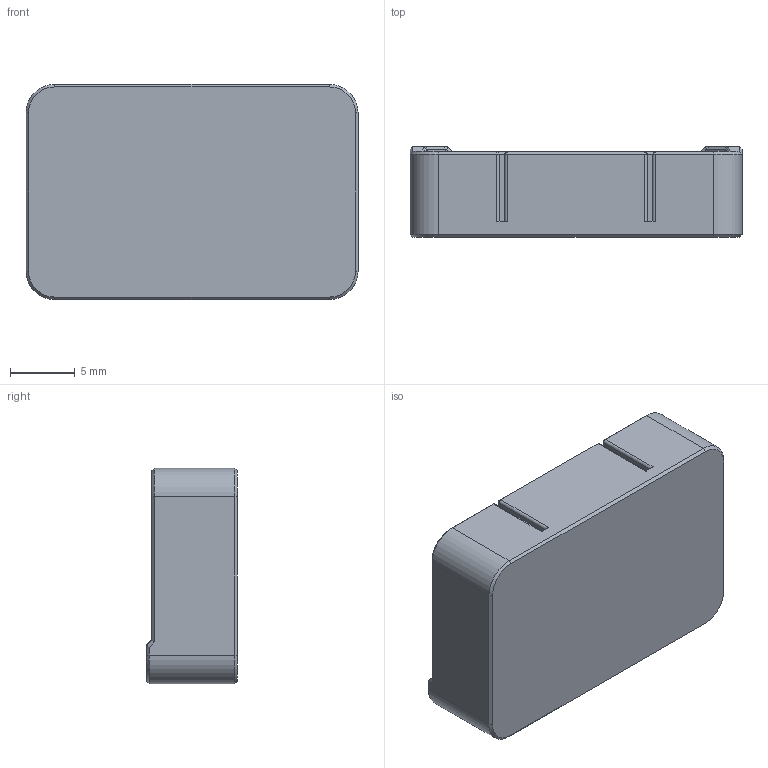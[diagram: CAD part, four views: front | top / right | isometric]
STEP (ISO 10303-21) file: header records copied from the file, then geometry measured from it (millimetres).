
FILE_DESCRIPTION(/* description */ (''),/* implementation_level */ '2;1');
FILE_NAME(/* name */ 'Battery Breakout Enclosure.step',/* time_stamp */ '2024-01-06T15:00:53-06:00',/* author */ (''),/* organization */ (''),/* preprocessor_version */ 'ST-DEVELOPER v20',/* originating_system */ 'Autodesk Translation Framework v12.14.0.127',/* authorisation */ '');
FILE_SCHEMA (('AUTOMOTIVE_DESIGN { 1 0 10303 214 3 1 1 }'));
Length unit declared in the file: millimetre
Products named in the file (1): Battery Breakout Enclosure
Bounding box: 25.6 x 7 x 16.6 mm (x, y, z)
Volume: 1126.9 mm3; surface area: 1754.5 mm2
Topology: 1 solids, 1 shells, 148 faces, 379 edges, 227 vertices
Faces by surface type: plane 81, cone 24, cylinder 22, bspline 21
Entity records: 5134 total; most frequent: CARTESIAN_POINT 1746, ORIENTED_EDGE 754, DIRECTION 614, EDGE_CURVE 377, LINE 236, VECTOR 236, VERTEX_POINT 231, AXIS2_PLACEMENT_3D 189
